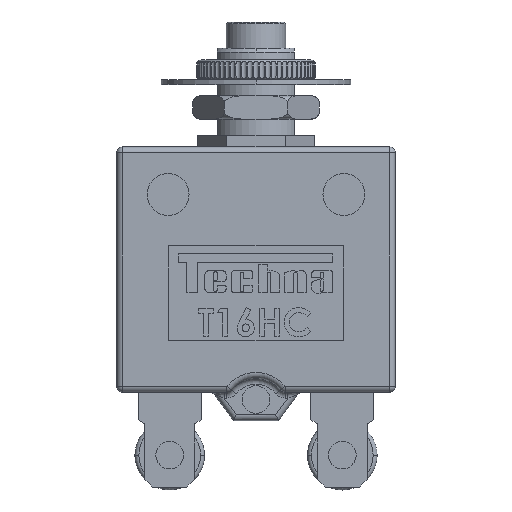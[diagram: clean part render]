
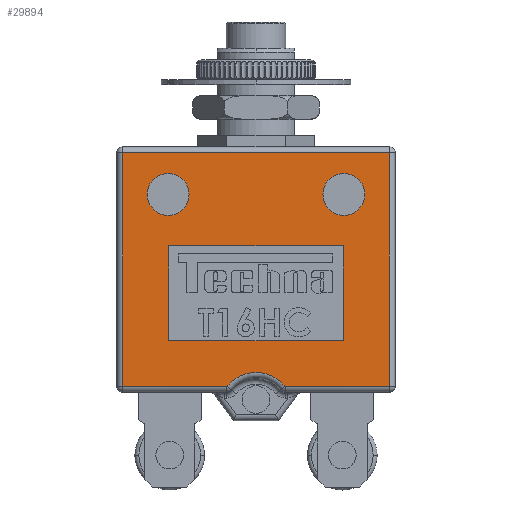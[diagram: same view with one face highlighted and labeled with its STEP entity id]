
A CAD part, top view. The second image highlights one B-rep face of the part: STEP entity #29894.
In plain terms, the highlighted planar face has unit normal (0, 0, 1).
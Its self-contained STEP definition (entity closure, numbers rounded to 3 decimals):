
#432 = DIRECTION ( 'NONE',  ( 1., 0., 0. ) ) ;
#711 = AXIS2_PLACEMENT_3D ( 'NONE', #58394, #17259, #34990 ) ;
#2385 = DIRECTION ( 'NONE',  ( 1., 0., 0. ) ) ;
#3577 = VERTEX_POINT ( 'NONE', #40785 ) ;
#4234 = CARTESIAN_POINT ( 'NONE',  ( -11.11, 9.5, 7.25 ) ) ;
#4678 = ORIENTED_EDGE ( 'NONE', *, *, #9766, .T. ) ;
#4741 = AXIS2_PLACEMENT_3D ( 'NONE', #4234, #22503, #41078 ) ;
#5418 = VERTEX_POINT ( 'NONE', #48936 ) ;
#5821 = CIRCLE ( 'NONE', #40240, 2.65 ) ;
#6454 = ORIENTED_EDGE ( 'NONE', *, *, #22132, .T. ) ;
#6546 = EDGE_LOOP ( 'NONE', ( #23763, #33662 ) ) ;
#7494 = CARTESIAN_POINT ( 'NONE',  ( -17.61, -14.75, 7.25 ) ) ;
#7990 = PLANE ( 'NONE',  #711 ) ;
#9222 = DIRECTION ( 'NONE',  ( 1., 0., 0. ) ) ;
#9605 = CARTESIAN_POINT ( 'NONE',  ( 8.46, 9.5, 7.25 ) ) ;
#9766 = EDGE_CURVE ( 'NONE', #36318, #57322, #44408, .T. ) ;
#9772 = CARTESIAN_POINT ( 'NONE',  ( -17.61, -14.75, 7.25 ) ) ;
#9806 = CARTESIAN_POINT ( 'NONE',  ( 16.86, 14.75, 7.25 ) ) ;
#9847 = EDGE_CURVE ( 'NONE', #52182, #5418, #12243, .T. ) ;
#9980 = DIRECTION ( 'NONE',  ( 0., 0., -1. ) ) ;
#10363 = DIRECTION ( 'NONE',  ( 1., 0., 0. ) ) ;
#11195 = CIRCLE ( 'NONE', #46596, 2.65 ) ;
#11512 = DIRECTION ( 'NONE',  ( 0., -1., 0. ) ) ;
#12034 = CARTESIAN_POINT ( 'NONE',  ( 13.76, 9.5, 7.25 ) ) ;
#12219 = CARTESIAN_POINT ( 'NONE',  ( 11.11, 9.5, 7.25 ) ) ;
#12243 = LINE ( 'NONE', #58431, #42520 ) ;
#12797 = DIRECTION ( 'NONE',  ( 1., 0., 0. ) ) ;
#13515 = CARTESIAN_POINT ( 'NONE',  ( -8.46, 9.5, 7.25 ) ) ;
#13557 = EDGE_CURVE ( 'NONE', #41477, #27572, #20421, .T. ) ;
#14860 = CARTESIAN_POINT ( 'NONE',  ( -16.86, 14.75, 7.25 ) ) ;
#15449 = CARTESIAN_POINT ( 'NONE',  ( 11., 15.5, 7.25 ) ) ;
#15897 = LINE ( 'NONE', #7494, #27358 ) ;
#17035 = ORIENTED_EDGE ( 'NONE', *, *, #22259, .F. ) ;
#17259 = DIRECTION ( 'NONE',  ( 0., 0., 1. ) ) ;
#17727 = VERTEX_POINT ( 'NONE', #9806 ) ;
#18152 = CARTESIAN_POINT ( 'NONE',  ( -17.61, 3., 7.25 ) ) ;
#18345 = EDGE_LOOP ( 'NONE', ( #33007, #21579, #49764, #17035, #55431, #40383 ) ) ;
#19281 = LINE ( 'NONE', #46565, #20257 ) ;
#19344 = LINE ( 'NONE', #15449, #20955 ) ;
#20257 = VECTOR ( 'NONE', #432, 1000. ) ;
#20322 = VECTOR ( 'NONE', #11512, 1000. ) ;
#20421 = CIRCLE ( 'NONE', #44351, 4.75 ) ;
#20623 = FACE_BOUND ( 'NONE', #6546, .T. ) ;
#20955 = VECTOR ( 'NONE', #37625, 1000. ) ;
#21016 = CIRCLE ( 'NONE', #4741, 2.65 ) ;
#21579 = ORIENTED_EDGE ( 'NONE', *, *, #22464, .F. ) ;
#22044 = EDGE_CURVE ( 'NONE', #28563, #47835, #5821, .T. ) ;
#22132 = EDGE_CURVE ( 'NONE', #56794, #56422, #49978, .T. ) ;
#22246 = LINE ( 'NONE', #48962, #46299 ) ;
#22259 = EDGE_CURVE ( 'NONE', #41477, #3577, #46627, .T. ) ;
#22464 = EDGE_CURVE ( 'NONE', #38532, #17727, #19281, .T. ) ;
#22503 = DIRECTION ( 'NONE',  ( 0., 0., -1. ) ) ;
#22541 = DIRECTION ( 'NONE',  ( 0., 1., 0. ) ) ;
#23086 = VECTOR ( 'NONE', #46321, 1000. ) ;
#23763 = ORIENTED_EDGE ( 'NONE', *, *, #50476, .T. ) ;
#25347 = EDGE_CURVE ( 'NONE', #39110, #27572, #15897, .T. ) ;
#25655 = FACE_BOUND ( 'NONE', #46935, .T. ) ;
#27358 = VECTOR ( 'NONE', #29935, 1000. ) ;
#27422 = CARTESIAN_POINT ( 'NONE',  ( -11., 3., 7.25 ) ) ;
#27572 = VERTEX_POINT ( 'NONE', #52038 ) ;
#27643 = CARTESIAN_POINT ( 'NONE',  ( -13.76, 9.5, 7.25 ) ) ;
#28034 = EDGE_CURVE ( 'NONE', #5418, #56794, #35260, .T. ) ;
#28563 = VERTEX_POINT ( 'NONE', #9605 ) ;
#29894 = ADVANCED_FACE ( 'NONE', ( #58102, #25655, #30747, #20623 ), #7990, .T. ) ;
#29935 = DIRECTION ( 'NONE',  ( -1., 0., 0. ) ) ;
#30747 = FACE_BOUND ( 'NONE', #51671, .T. ) ;
#30995 = EDGE_CURVE ( 'NONE', #17727, #39110, #34278, .T. ) ;
#31397 = DIRECTION ( 'NONE',  ( 0., 0., -1. ) ) ;
#32085 = EDGE_CURVE ( 'NONE', #3577, #38532, #22246, .T. ) ;
#33007 = ORIENTED_EDGE ( 'NONE', *, *, #30995, .F. ) ;
#33636 = DIRECTION ( 'NONE',  ( 1., 0., 0. ) ) ;
#33662 = ORIENTED_EDGE ( 'NONE', *, *, #22044, .T. ) ;
#34278 = LINE ( 'NONE', #52609, #20322 ) ;
#34990 = DIRECTION ( 'NONE',  ( 1., 0., 0. ) ) ;
#35260 = LINE ( 'NONE', #58665, #44451 ) ;
#36318 = VERTEX_POINT ( 'NONE', #13515 ) ;
#37625 = DIRECTION ( 'NONE',  ( 0., -1., 0. ) ) ;
#37712 = CARTESIAN_POINT ( 'NONE',  ( 11., -9., 7.25 ) ) ;
#38481 = CARTESIAN_POINT ( 'NONE',  ( -3.674, -14.75, 7.25 ) ) ;
#38532 = VERTEX_POINT ( 'NONE', #14860 ) ;
#38915 = DIRECTION ( 'NONE',  ( -1., 0., 0. ) ) ;
#39110 = VERTEX_POINT ( 'NONE', #50703 ) ;
#40240 = AXIS2_PLACEMENT_3D ( 'NONE', #12219, #45443, #12797 ) ;
#40383 = ORIENTED_EDGE ( 'NONE', *, *, #25347, .F. ) ;
#40785 = CARTESIAN_POINT ( 'NONE',  ( -16.86, -14.75, 7.25 ) ) ;
#41078 = DIRECTION ( 'NONE',  ( 1., 0., 0. ) ) ;
#41477 = VERTEX_POINT ( 'NONE', #38481 ) ;
#42520 = VECTOR ( 'NONE', #38915, 1000. ) ;
#42668 = ORIENTED_EDGE ( 'NONE', *, *, #56189, .T. ) ;
#43412 = DIRECTION ( 'NONE',  ( 0., 0., -1. ) ) ;
#43472 = AXIS2_PLACEMENT_3D ( 'NONE', #56068, #43412, #2385 ) ;
#44030 = CARTESIAN_POINT ( 'NONE',  ( 11., 3., 7.25 ) ) ;
#44351 = AXIS2_PLACEMENT_3D ( 'NONE', #56165, #9980, #33636 ) ;
#44408 = CIRCLE ( 'NONE', #43472, 2.65 ) ;
#44451 = VECTOR ( 'NONE', #53564, 1000. ) ;
#45443 = DIRECTION ( 'NONE',  ( 0., 0., -1. ) ) ;
#46299 = VECTOR ( 'NONE', #22541, 1000. ) ;
#46321 = DIRECTION ( 'NONE',  ( -1., 0., 0. ) ) ;
#46565 = CARTESIAN_POINT ( 'NONE',  ( -17.61, 14.75, 7.25 ) ) ;
#46596 = AXIS2_PLACEMENT_3D ( 'NONE', #50920, #31397, #9222 ) ;
#46627 = LINE ( 'NONE', #9772, #23086 ) ;
#46935 = EDGE_LOOP ( 'NONE', ( #4678, #42668 ) ) ;
#46980 = VECTOR ( 'NONE', #10363, 1000. ) ;
#47835 = VERTEX_POINT ( 'NONE', #12034 ) ;
#48936 = CARTESIAN_POINT ( 'NONE',  ( -11., -9., 7.25 ) ) ;
#48962 = CARTESIAN_POINT ( 'NONE',  ( -16.86, 15.5, 7.25 ) ) ;
#49764 = ORIENTED_EDGE ( 'NONE', *, *, #32085, .F. ) ;
#49978 = LINE ( 'NONE', #18152, #46980 ) ;
#50476 = EDGE_CURVE ( 'NONE', #47835, #28563, #11195, .T. ) ;
#50703 = CARTESIAN_POINT ( 'NONE',  ( 16.86, -14.75, 7.25 ) ) ;
#50920 = CARTESIAN_POINT ( 'NONE',  ( 11.11, 9.5, 7.25 ) ) ;
#51625 = ORIENTED_EDGE ( 'NONE', *, *, #28034, .T. ) ;
#51671 = EDGE_LOOP ( 'NONE', ( #51625, #6454, #56248, #59300 ) ) ;
#52038 = CARTESIAN_POINT ( 'NONE',  ( 3.674, -14.75, 7.25 ) ) ;
#52182 = VERTEX_POINT ( 'NONE', #37712 ) ;
#52609 = CARTESIAN_POINT ( 'NONE',  ( 16.86, 15.5, 7.25 ) ) ;
#53564 = DIRECTION ( 'NONE',  ( 0., 1., 0. ) ) ;
#55431 = ORIENTED_EDGE ( 'NONE', *, *, #13557, .T. ) ;
#56068 = CARTESIAN_POINT ( 'NONE',  ( -11.11, 9.5, 7.25 ) ) ;
#56165 = CARTESIAN_POINT ( 'NONE',  ( 0., -17.761, 7.25 ) ) ;
#56189 = EDGE_CURVE ( 'NONE', #57322, #36318, #21016, .T. ) ;
#56248 = ORIENTED_EDGE ( 'NONE', *, *, #56964, .T. ) ;
#56422 = VERTEX_POINT ( 'NONE', #44030 ) ;
#56794 = VERTEX_POINT ( 'NONE', #27422 ) ;
#56964 = EDGE_CURVE ( 'NONE', #56422, #52182, #19344, .T. ) ;
#57322 = VERTEX_POINT ( 'NONE', #27643 ) ;
#58102 = FACE_OUTER_BOUND ( 'NONE', #18345, .T. ) ;
#58394 = CARTESIAN_POINT ( 'NONE',  ( -17.61, 15.5, 7.25 ) ) ;
#58431 = CARTESIAN_POINT ( 'NONE',  ( -17.61, -9., 7.25 ) ) ;
#58665 = CARTESIAN_POINT ( 'NONE',  ( -11., 15.5, 7.25 ) ) ;
#59300 = ORIENTED_EDGE ( 'NONE', *, *, #9847, .T. ) ;
